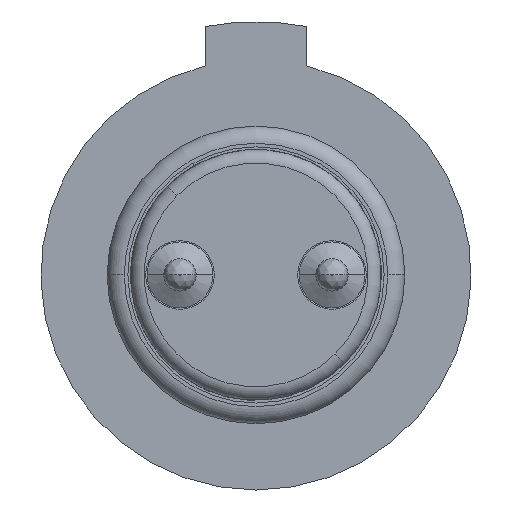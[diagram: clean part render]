
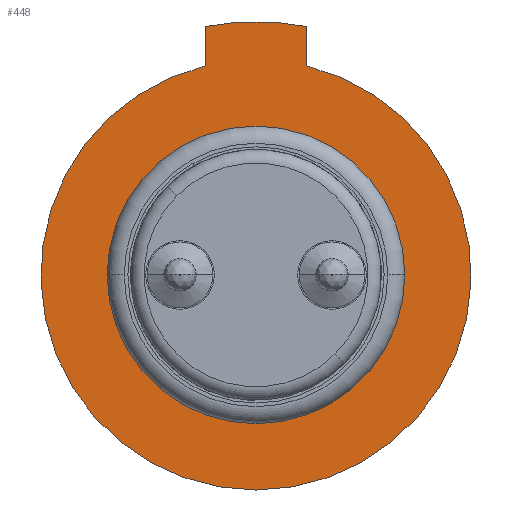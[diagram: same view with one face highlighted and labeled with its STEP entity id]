
A CAD part, front view. The second image highlights one B-rep face of the part: STEP entity #448.
In plain terms, the highlighted planar face has unit normal (0, -1, 0).
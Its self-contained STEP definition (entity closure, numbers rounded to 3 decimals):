
#36=CARTESIAN_POINT('',(0.,-0.79,0.));
#37=DIRECTION('',(0.,-1.,0.));
#38=DIRECTION('',(1.,0.,0.));
#39=AXIS2_PLACEMENT_3D('',#36,#37,#38);
#50=CARTESIAN_POINT('',(0.,-0.79,0.));
#51=DIRECTION('',(0.,1.,0.));
#52=DIRECTION('',(1.,0.,0.));
#53=AXIS2_PLACEMENT_3D('',#50,#51,#52);
#59=DIRECTION('',(0.,0.,1.));
#60=VECTOR('',#59,0.729);
#61=CARTESIAN_POINT('',(-0.94,-0.79,3.876));
#62=LINE('',#61,#60);
#63=CARTESIAN_POINT('',(0.,-0.79,0.));
#64=DIRECTION('',(0.,-1.,0.));
#65=DIRECTION('',(0.2,0.,0.98));
#66=AXIS2_PLACEMENT_3D('',#63,#64,#65);
#68=DIRECTION('',(0.,0.,-1.));
#69=VECTOR('',#68,0.729);
#70=CARTESIAN_POINT('',(0.94,-0.79,4.605));
#71=LINE('',#70,#69);
#81=CARTESIAN_POINT('',(0.,-0.79,0.));
#82=DIRECTION('',(0.,-1.,0.));
#83=DIRECTION('',(-0.236,0.,0.972));
#84=AXIS2_PLACEMENT_3D('',#81,#82,#83);
#303=CARTESIAN_POINT('',(2.76,-0.79,0.));
#304=CARTESIAN_POINT('',(-2.76,-0.79,0.));
#305=VERTEX_POINT('',#303);
#306=VERTEX_POINT('',#304);
#335=CARTESIAN_POINT('',(0.94,-0.79,4.605));
#336=CARTESIAN_POINT('',(-0.94,-0.79,4.605));
#337=VERTEX_POINT('',#335);
#338=VERTEX_POINT('',#336);
#343=CARTESIAN_POINT('',(-0.94,-0.79,3.876));
#344=VERTEX_POINT('',#343);
#345=CARTESIAN_POINT('',(0.94,-0.79,3.876));
#346=VERTEX_POINT('',#345);
#429=CARTESIAN_POINT('',(0.,-0.79,0.));
#430=DIRECTION('',(0.,-1.,0.));
#431=DIRECTION('',(1.,0.,0.));
#432=AXIS2_PLACEMENT_3D('',#429,#430,#431);
#433=PLANE('',#432);
#435=ORIENTED_EDGE('',*,*,#434,.F.);
#437=ORIENTED_EDGE('',*,*,#436,.T.);
#439=ORIENTED_EDGE('',*,*,#438,.F.);
#441=ORIENTED_EDGE('',*,*,#440,.T.);
#442=EDGE_LOOP('',(#435,#437,#439,#441));
#443=FACE_OUTER_BOUND('',#442,.F.);
#444=ORIENTED_EDGE('',*,*,#409,.T.);
#445=ORIENTED_EDGE('',*,*,#423,.F.);
#446=EDGE_LOOP('',(#444,#445));
#447=FACE_BOUND('',#446,.F.);
#448=ADVANCED_FACE('',(#443,#447),#433,.T.);
#40=CIRCLE('',#39,2.76);
#54=CIRCLE('',#53,2.76);
#67=CIRCLE('',#66,4.7);
#85=CIRCLE('',#84,3.988);
#409=EDGE_CURVE('',#305,#306,#40,.T.);
#423=EDGE_CURVE('',#305,#306,#54,.T.);
#434=EDGE_CURVE('',#344,#346,#85,.T.);
#436=EDGE_CURVE('',#344,#338,#62,.T.);
#438=EDGE_CURVE('',#337,#338,#67,.T.);
#440=EDGE_CURVE('',#337,#346,#71,.T.);
